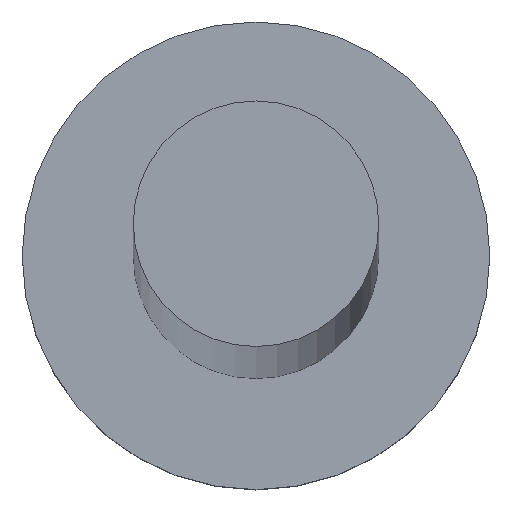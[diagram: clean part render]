
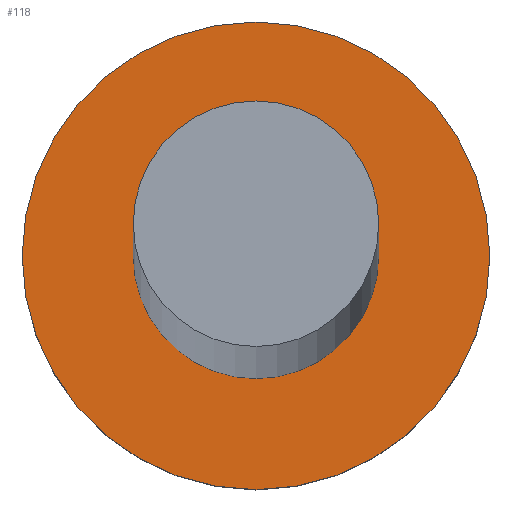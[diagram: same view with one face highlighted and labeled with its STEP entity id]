
A CAD part, top view. The second image highlights one B-rep face of the part: STEP entity #118.
In plain terms, the highlighted planar face has unit normal (0, 0, 1).
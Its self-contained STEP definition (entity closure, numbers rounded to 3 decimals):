
#25 = DIRECTION ( 'NONE',  ( 0., 0., 1. ) ) ;
#29 = DIRECTION ( 'NONE',  ( 1., 0., 0. ) ) ;
#34 = CARTESIAN_POINT ( 'NONE',  ( 4., 0., 3. ) ) ;
#35 = EDGE_CURVE ( 'NONE', #90, #64, #224, .T. ) ;
#52 = EDGE_CURVE ( 'NONE', #64, #90, #244, .T. ) ;
#57 = DIRECTION ( 'NONE',  ( 0., 0., 1. ) ) ;
#62 = DIRECTION ( 'NONE',  ( 1., 0., 0. ) ) ;
#64 = VERTEX_POINT ( 'NONE', #34 ) ;
#66 = DIRECTION ( 'NONE',  ( 0., 0., 1. ) ) ;
#76 = VERTEX_POINT ( 'NONE', #139 ) ;
#78 = AXIS2_PLACEMENT_3D ( 'NONE', #93, #66, #62 ) ;
#80 = VERTEX_POINT ( 'NONE', #163 ) ;
#81 = AXIS2_PLACEMENT_3D ( 'NONE', #165, #184, #143 ) ;
#85 = ORIENTED_EDGE ( 'NONE', *, *, #241, .F. ) ;
#90 = VERTEX_POINT ( 'NONE', #245 ) ;
#93 = CARTESIAN_POINT ( 'NONE',  ( 0., 0., 3. ) ) ;
#98 = AXIS2_PLACEMENT_3D ( 'NONE', #177, #25, #29 ) ;
#102 = CARTESIAN_POINT ( 'NONE',  ( 0., 0., 3. ) ) ;
#105 = CIRCLE ( 'NONE', #151, 2.1 ) ;
#106 = FACE_OUTER_BOUND ( 'NONE', #147, .T. ) ;
#108 = DIRECTION ( 'NONE',  ( 1., 0., 0. ) ) ;
#112 = EDGE_CURVE ( 'NONE', #80, #76, #194, .T. ) ;
#118 = ADVANCED_FACE ( 'NONE', ( #201, #106 ), #203, .T. ) ;
#120 = AXIS2_PLACEMENT_3D ( 'NONE', #102, #57, #216 ) ;
#123 = CARTESIAN_POINT ( 'NONE',  ( 0., 0., 3. ) ) ;
#139 = CARTESIAN_POINT ( 'NONE',  ( -2.1, 0., 3. ) ) ;
#143 = DIRECTION ( 'NONE',  ( 1., 0., 0. ) ) ;
#147 = EDGE_LOOP ( 'NONE', ( #202, #246 ) ) ;
#151 = AXIS2_PLACEMENT_3D ( 'NONE', #123, #179, #108 ) ;
#159 = ORIENTED_EDGE ( 'NONE', *, *, #112, .F. ) ;
#163 = CARTESIAN_POINT ( 'NONE',  ( 2.1, 0., 3. ) ) ;
#165 = CARTESIAN_POINT ( 'NONE',  ( 0., 0., 3. ) ) ;
#177 = CARTESIAN_POINT ( 'NONE',  ( 0., 0., 3. ) ) ;
#179 = DIRECTION ( 'NONE',  ( 0., 0., 1. ) ) ;
#184 = DIRECTION ( 'NONE',  ( 0., 0., 1. ) ) ;
#185 = EDGE_LOOP ( 'NONE', ( #85, #159 ) ) ;
#194 = CIRCLE ( 'NONE', #120, 2.1 ) ;
#201 = FACE_BOUND ( 'NONE', #185, .T. ) ;
#202 = ORIENTED_EDGE ( 'NONE', *, *, #35, .T. ) ;
#203 = PLANE ( 'NONE',  #98 ) ;
#216 = DIRECTION ( 'NONE',  ( 1., 0., 0. ) ) ;
#224 = CIRCLE ( 'NONE', #78, 4. ) ;
#241 = EDGE_CURVE ( 'NONE', #76, #80, #105, .T. ) ;
#244 = CIRCLE ( 'NONE', #81, 4. ) ;
#245 = CARTESIAN_POINT ( 'NONE',  ( -4., 0., 3. ) ) ;
#246 = ORIENTED_EDGE ( 'NONE', *, *, #52, .T. ) ;
